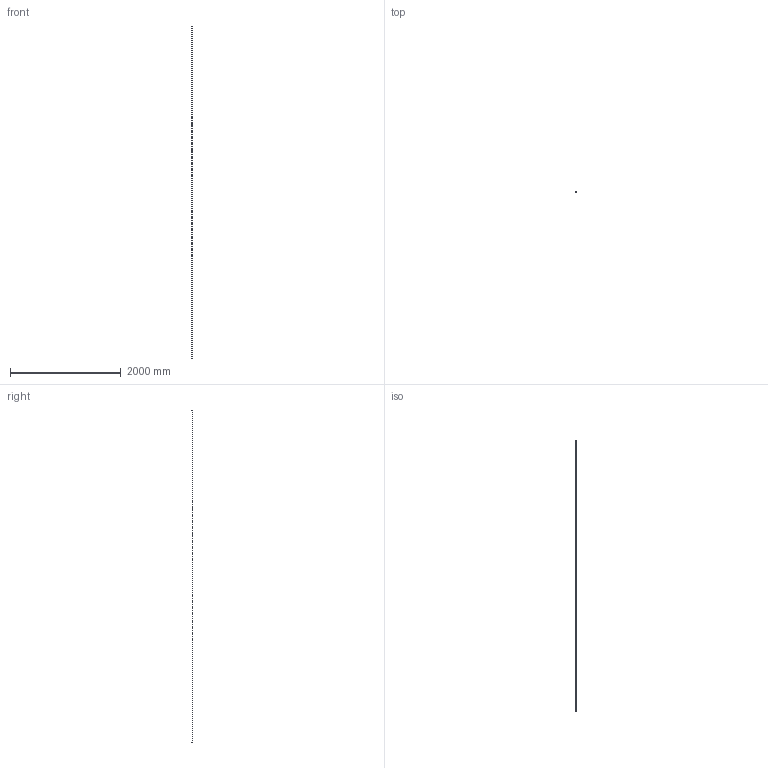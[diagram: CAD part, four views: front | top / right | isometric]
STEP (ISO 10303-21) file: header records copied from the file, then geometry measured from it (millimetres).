
FILE_DESCRIPTION (( 'STEP AP203' ), '1' );
FILE_NAME ('57091-ST.step', '2021-12-22T10:33:11', ( '' ), ( '' ), 'SwSTEP 2.0', 'SolidWorks 2018', '' );
FILE_SCHEMA (( 'CONFIG_CONTROL_DESIGN' ));
Length unit declared in the file: millimetre
Products named in the file (2): 57091-ST
Bounding box: 10 x 9.75 x 6000 mm (x, y, z)
Volume: 471238.7 mm3; surface area: 188657.7 mm2
Topology: 1 solids, 1 shells, 203 faces, 540 edges, 360 vertices
Faces by surface type: plane 112, bspline 89, cylinder 2
Entity records: 10967 total; most frequent: CARTESIAN_POINT 6362, ORIENTED_EDGE 1080, DIRECTION 598, EDGE_CURVE 540, VERTEX_POINT 360, VECTOR 358, LINE 358, EDGE_LOOP 224
